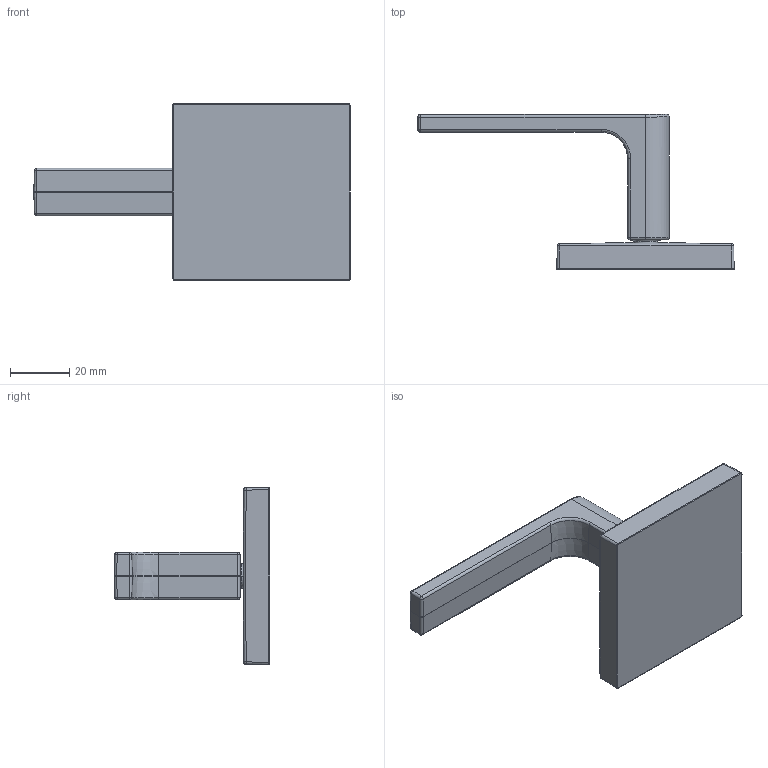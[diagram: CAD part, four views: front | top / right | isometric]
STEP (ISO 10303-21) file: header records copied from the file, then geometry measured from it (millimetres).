
FILE_DESCRIPTION (( 'STEP AP214' ), '1' );
FILE_NAME ('36607671ff_PM.STEP', '2023-11-22T08:41:55', ( '' ), ( '' ), 'SwSTEP 2.0', 'SolidWorks 2023', '' );
FILE_SCHEMA (( 'AUTOMOTIVE_DESIGN' ));
Length unit declared in the file: millimetre
Products named in the file (3): Planungsmodell_Rosette-+-092778033-1_K1_60x60; Planungsmodell_Griff-+-092067024_K1; 36607671ff_PM
Assembly tree (2 placements, depth 2):
  36607671ff_PM
    Planungsmodell_Griff-+-092067024_K1
    Planungsmodell_Rosette-+-092778033-1_K1_60x60
Bounding box: 106.99 x 52.49 x 59.99 mm (x, y, z)
Volume: 47394.7 mm3; surface area: 16215.3 mm2
Topology: 2 solids, 4 shells, 258 faces, 626 edges, 388 vertices
Faces by surface type: plane 128, cylinder 43, bspline 42, sphere 21, torus 20, cone 4
Entity records: 7930 total; most frequent: CARTESIAN_POINT 2071, ORIENTED_EDGE 1232, DIRECTION 1126, EDGE_CURVE 616, VERTEX_POINT 385, VECTOR 378, LINE 378, AXIS2_PLACEMENT_3D 374
